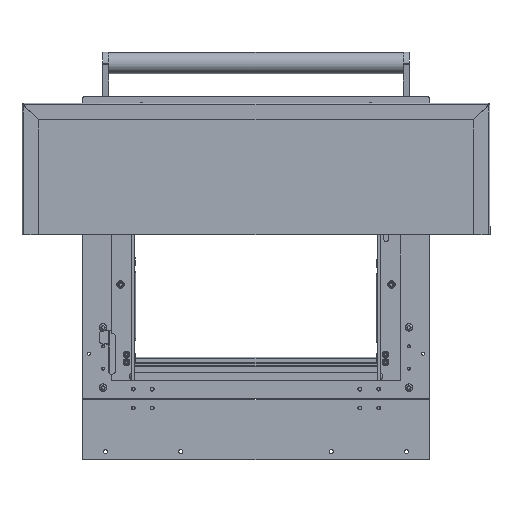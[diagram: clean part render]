
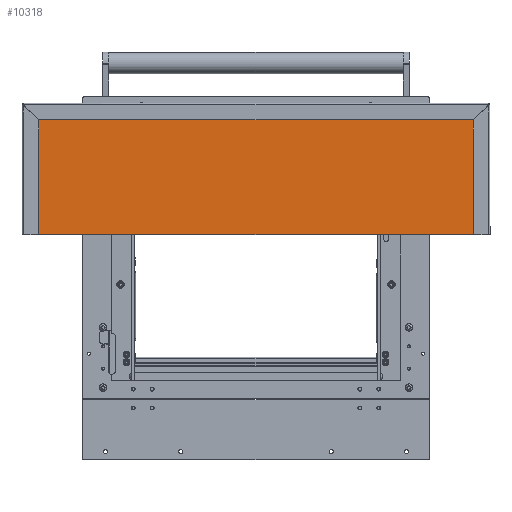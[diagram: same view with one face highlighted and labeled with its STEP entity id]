
A CAD part, front view. The second image highlights one B-rep face of the part: STEP entity #10318.
In plain terms, the highlighted face is planar.
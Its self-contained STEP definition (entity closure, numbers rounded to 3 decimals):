
#702 = EDGE_LOOP ( 'NONE', ( #48924, #35608, #27250, #15202 ) ) ;
#1483 = VECTOR ( 'NONE', #42424, 1000. ) ;
#6676 = AXIS2_PLACEMENT_3D ( 'NONE', #26401, #58058, #20986 ) ;
#8244 = DIRECTION ( 'NONE',  ( 0., -1., 0. ) ) ;
#9228 = CARTESIAN_POINT ( 'NONE',  ( 175., -22., -30. ) ) ;
#10318 = ADVANCED_FACE ( 'NONE', ( #54642 ), #44837, .F. ) ;
#14881 = EDGE_CURVE ( 'NONE', #28490, #59624, #54777, .T. ) ;
#15202 = ORIENTED_EDGE ( 'NONE', *, *, #14881, .T. ) ;
#16790 = DIRECTION ( 'NONE',  ( 1., 0., 0. ) ) ;
#18103 = VECTOR ( 'NONE', #8244, 1000. ) ;
#20986 = DIRECTION ( 'NONE',  ( 1., 0., 0. ) ) ;
#20995 = LINE ( 'NONE', #52354, #18103 ) ;
#21963 = VECTOR ( 'NONE', #16790, 1000. ) ;
#24914 = CARTESIAN_POINT ( 'NONE',  ( 175., -600., -30. ) ) ;
#26401 = CARTESIAN_POINT ( 'NONE',  ( 175., 130.836, -30. ) ) ;
#27250 = ORIENTED_EDGE ( 'NONE', *, *, #61095, .T. ) ;
#28192 = DIRECTION ( 'NONE',  ( 0., -1., 0. ) ) ;
#28490 = VERTEX_POINT ( 'NONE', #24914 ) ;
#35118 = VERTEX_POINT ( 'NONE', #9228 ) ;
#35608 = ORIENTED_EDGE ( 'NONE', *, *, #68243, .T. ) ;
#39935 = VECTOR ( 'NONE', #28192, 1000. ) ;
#40119 = CARTESIAN_POINT ( 'NONE',  ( 22.177, 130.836, -30. ) ) ;
#41393 = CARTESIAN_POINT ( 'NONE',  ( 22.177, -600., -30. ) ) ;
#42424 = DIRECTION ( 'NONE',  ( -1., 0., 0. ) ) ;
#43269 = LINE ( 'NONE', #66553, #21963 ) ;
#44837 = PLANE ( 'NONE',  #6676 ) ;
#48924 = ORIENTED_EDGE ( 'NONE', *, *, #59134, .F. ) ;
#49424 = CARTESIAN_POINT ( 'NONE',  ( 175., -600., -30. ) ) ;
#51561 = VERTEX_POINT ( 'NONE', #73026 ) ;
#52354 = CARTESIAN_POINT ( 'NONE',  ( 175., 130.836, -30. ) ) ;
#54642 = FACE_OUTER_BOUND ( 'NONE', #702, .T. ) ;
#54777 = LINE ( 'NONE', #49424, #1483 ) ;
#58058 = DIRECTION ( 'NONE',  ( 0., 0., 1. ) ) ;
#59134 = EDGE_CURVE ( 'NONE', #51561, #59624, #63061, .T. ) ;
#59624 = VERTEX_POINT ( 'NONE', #41393 ) ;
#61095 = EDGE_CURVE ( 'NONE', #35118, #28490, #20995, .T. ) ;
#63061 = LINE ( 'NONE', #40119, #39935 ) ;
#66553 = CARTESIAN_POINT ( 'NONE',  ( 175., -22., -30. ) ) ;
#68243 = EDGE_CURVE ( 'NONE', #51561, #35118, #43269, .T. ) ;
#73026 = CARTESIAN_POINT ( 'NONE',  ( 22.177, -22., -30. ) ) ;
